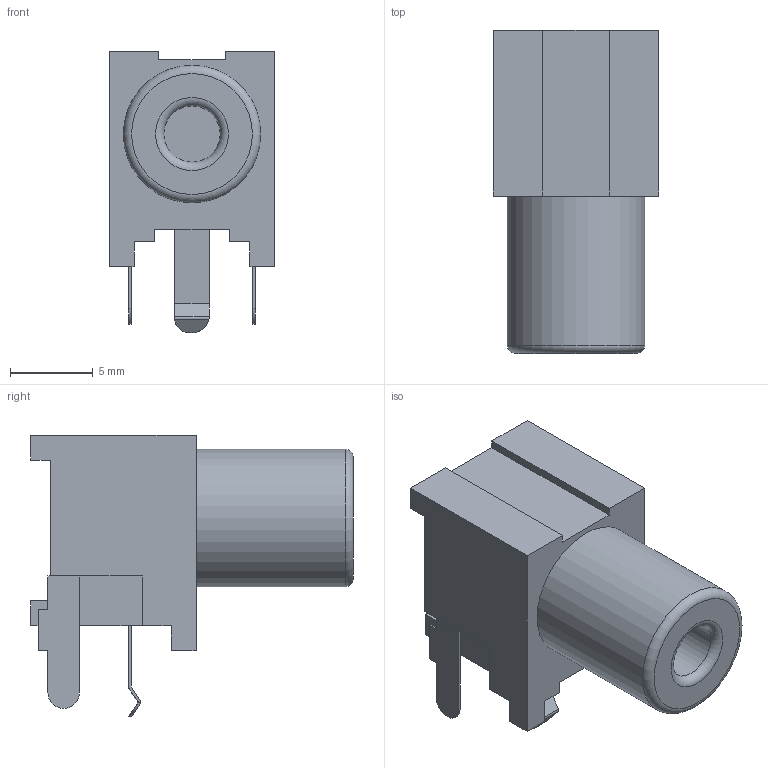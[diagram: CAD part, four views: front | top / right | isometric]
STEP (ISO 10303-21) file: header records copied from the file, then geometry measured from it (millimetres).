
FILE_DESCRIPTION(/* description */ (''),/* implementation_level */ '2;1');
FILE_NAME(/* name */ 'PJRAN1X1U01X.step',/* time_stamp */ '2019-02-25T23:03:34+01:00',/* author */ ('r.varma'),/* organization */ (''),/* preprocessor_version */ 'ST-DEVELOPER v17.2',/* originating_system */ 'Autodesk Translation Framework v7.6.0.251',/* authorisation */ '');
FILE_SCHEMA (('AUTOMOTIVE_DESIGN { 1 0 10303 214 3 1 1 }'));
Length unit declared in the file: millimetre
Products named in the file (7): PJRAN1X1U01X; PJRAN1X1U01X_1; Open CASCADE STEP translator 6; Open CASCADE STEP translator 6 (1); Open CASCADE STEP translator 6 (2); Open CASCADE STEP translator 6 (3); Open CASCADE STEP translator 6 (4)
Assembly tree (6 placements, depth 3):
  PJRAN1X1U01X
    PJRAN1X1U01X_1
      Open CASCADE STEP translator 6
      Open CASCADE STEP translator 6 (1)
      Open CASCADE STEP translator 6 (2)
      Open CASCADE STEP translator 6 (3)
      Open CASCADE STEP translator 6 (4)
Bounding box: 10 x 19.5 x 17 mm (x, y, z)
Volume: 1384.8 mm3; surface area: 1105.3 mm2
Topology: 1 solids, 1 shells, 76 faces, 209 edges, 138 vertices
Faces by surface type: plane 64, cylinder 10, torus 2
Full cylindrical faces by diameter (mm): 3.4 x1, 8.3 x1
Entity records: 2653 total; most frequent: CARTESIAN_POINT 463, ORIENTED_EDGE 418, DIRECTION 418, EDGE_CURVE 209, LINE 172, VECTOR 172, VERTEX_POINT 138, AXIS2_PLACEMENT_3D 123
